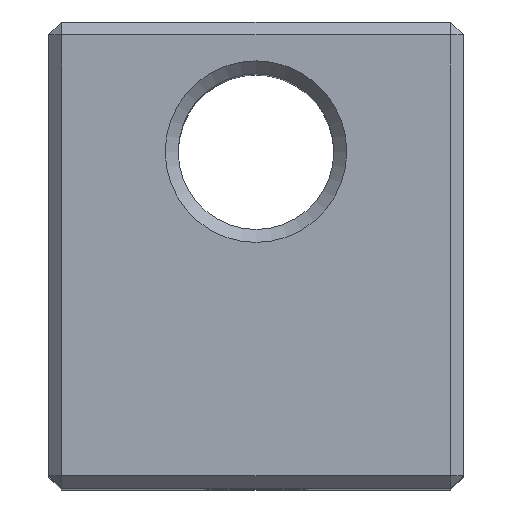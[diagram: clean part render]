
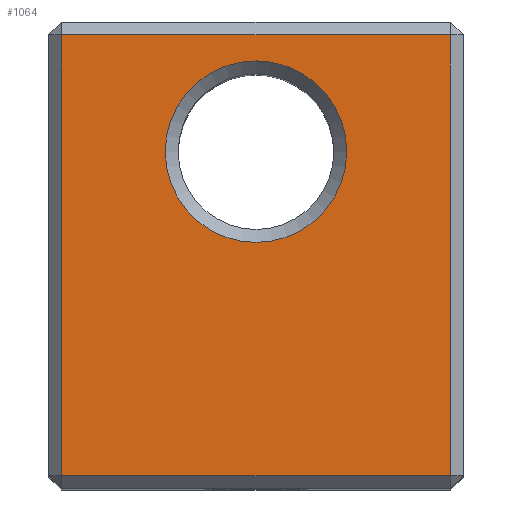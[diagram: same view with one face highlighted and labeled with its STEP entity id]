
A CAD part, top view. The second image highlights one B-rep face of the part: STEP entity #1064.
In plain terms, the highlighted planar face has unit normal (0, 0, 1).
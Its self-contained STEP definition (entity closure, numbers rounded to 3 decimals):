
#137 = PLANE('',#138);
#138 = AXIS2_PLACEMENT_3D('',#139,#140,#141);
#139 = CARTESIAN_POINT('',(-8.,-8.75,27.65));
#140 = DIRECTION('',(0.,-0.707,0.707));
#141 = DIRECTION('',(1.,0.,0.));
#391 = VERTEX_POINT('',#392);
#392 = CARTESIAN_POINT('',(7.5,-8.5,27.9));
#413 = EDGE_CURVE('',#414,#391,#416,.T.);
#414 = VERTEX_POINT('',#415);
#415 = CARTESIAN_POINT('',(-7.5,-8.5,27.9));
#416 = SURFACE_CURVE('',#417,(#421,#428),.PCURVE_S1.);
#417 = LINE('',#418,#419);
#418 = CARTESIAN_POINT('',(-8.,-8.5,27.9));
#419 = VECTOR('',#420,1.);
#420 = DIRECTION('',(1.,0.,0.));
#421 = PCURVE('',#137,#422);
#422 = DEFINITIONAL_REPRESENTATION('',(#423),#427);
#423 = LINE('',#424,#425);
#424 = CARTESIAN_POINT('',(0.,0.354));
#425 = VECTOR('',#426,1.);
#426 = DIRECTION('',(1.,0.));
#427 = ( GEOMETRIC_REPRESENTATION_CONTEXT(2) 
PARAMETRIC_REPRESENTATION_CONTEXT() REPRESENTATION_CONTEXT('2D SPACE',''
  ) );
#428 = PCURVE('',#429,#434);
#429 = PLANE('',#430);
#430 = AXIS2_PLACEMENT_3D('',#431,#432,#433);
#431 = CARTESIAN_POINT('',(-8.,-9.,27.9));
#432 = DIRECTION('',(0.,0.,-1.));
#433 = DIRECTION('',(-1.,0.,0.));
#434 = DEFINITIONAL_REPRESENTATION('',(#435),#439);
#435 = LINE('',#436,#437);
#436 = CARTESIAN_POINT('',(0.,0.5));
#437 = VECTOR('',#438,1.);
#438 = DIRECTION('',(-1.,0.));
#439 = ( GEOMETRIC_REPRESENTATION_CONTEXT(2) 
PARAMETRIC_REPRESENTATION_CONTEXT() REPRESENTATION_CONTEXT('2D SPACE',''
  ) );
#697 = PLANE('',#698);
#698 = AXIS2_PLACEMENT_3D('',#699,#700,#701);
#699 = CARTESIAN_POINT('',(7.75,-9.,27.65));
#700 = DIRECTION('',(0.707,0.,0.707));
#701 = DIRECTION('',(0.,-1.,-0.));
#1051 = PLANE('',#1052);
#1052 = AXIS2_PLACEMENT_3D('',#1053,#1054,#1055);
#1053 = CARTESIAN_POINT('',(-7.75,9.,27.65));
#1054 = DIRECTION('',(-0.707,0.,0.707));
#1055 = DIRECTION('',(0.,-1.,0.));
#1064 = ADVANCED_FACE('',(#1065,#1140),#429,.F.);
#1065 = FACE_BOUND('',#1066,.F.);
#1066 = EDGE_LOOP('',(#1067,#1090,#1091,#1114));
#1067 = ORIENTED_EDGE('',*,*,#1068,.F.);
#1068 = EDGE_CURVE('',#391,#1069,#1071,.T.);
#1069 = VERTEX_POINT('',#1070);
#1070 = CARTESIAN_POINT('',(7.5,8.5,27.9));
#1071 = SURFACE_CURVE('',#1072,(#1076,#1083),.PCURVE_S1.);
#1072 = LINE('',#1073,#1074);
#1073 = CARTESIAN_POINT('',(7.5,-9.,27.9));
#1074 = VECTOR('',#1075,1.);
#1075 = DIRECTION('',(0.,1.,0.));
#1076 = PCURVE('',#429,#1077);
#1077 = DEFINITIONAL_REPRESENTATION('',(#1078),#1082);
#1078 = LINE('',#1079,#1080);
#1079 = CARTESIAN_POINT('',(-15.5,0.));
#1080 = VECTOR('',#1081,1.);
#1081 = DIRECTION('',(0.,1.));
#1082 = ( GEOMETRIC_REPRESENTATION_CONTEXT(2) 
PARAMETRIC_REPRESENTATION_CONTEXT() REPRESENTATION_CONTEXT('2D SPACE',''
  ) );
#1083 = PCURVE('',#697,#1084);
#1084 = DEFINITIONAL_REPRESENTATION('',(#1085),#1089);
#1085 = LINE('',#1086,#1087);
#1086 = CARTESIAN_POINT('',(-0.,-0.354));
#1087 = VECTOR('',#1088,1.);
#1088 = DIRECTION('',(-1.,0.));
#1089 = ( GEOMETRIC_REPRESENTATION_CONTEXT(2) 
PARAMETRIC_REPRESENTATION_CONTEXT() REPRESENTATION_CONTEXT('2D SPACE',''
  ) );
#1090 = ORIENTED_EDGE('',*,*,#413,.F.);
#1091 = ORIENTED_EDGE('',*,*,#1092,.F.);
#1092 = EDGE_CURVE('',#1093,#414,#1095,.T.);
#1093 = VERTEX_POINT('',#1094);
#1094 = CARTESIAN_POINT('',(-7.5,8.5,27.9));
#1095 = SURFACE_CURVE('',#1096,(#1100,#1107),.PCURVE_S1.);
#1096 = LINE('',#1097,#1098);
#1097 = CARTESIAN_POINT('',(-7.5,9.,27.9));
#1098 = VECTOR('',#1099,1.);
#1099 = DIRECTION('',(0.,-1.,0.));
#1100 = PCURVE('',#429,#1101);
#1101 = DEFINITIONAL_REPRESENTATION('',(#1102),#1106);
#1102 = LINE('',#1103,#1104);
#1103 = CARTESIAN_POINT('',(-0.5,18.));
#1104 = VECTOR('',#1105,1.);
#1105 = DIRECTION('',(0.,-1.));
#1106 = ( GEOMETRIC_REPRESENTATION_CONTEXT(2) 
PARAMETRIC_REPRESENTATION_CONTEXT() REPRESENTATION_CONTEXT('2D SPACE',''
  ) );
#1107 = PCURVE('',#1051,#1108);
#1108 = DEFINITIONAL_REPRESENTATION('',(#1109),#1113);
#1109 = LINE('',#1110,#1111);
#1110 = CARTESIAN_POINT('',(0.,0.354));
#1111 = VECTOR('',#1112,1.);
#1112 = DIRECTION('',(1.,0.));
#1113 = ( GEOMETRIC_REPRESENTATION_CONTEXT(2) 
PARAMETRIC_REPRESENTATION_CONTEXT() REPRESENTATION_CONTEXT('2D SPACE',''
  ) );
#1114 = ORIENTED_EDGE('',*,*,#1115,.F.);
#1115 = EDGE_CURVE('',#1069,#1093,#1116,.T.);
#1116 = SURFACE_CURVE('',#1117,(#1121,#1128),.PCURVE_S1.);
#1117 = LINE('',#1118,#1119);
#1118 = CARTESIAN_POINT('',(8.,8.5,27.9));
#1119 = VECTOR('',#1120,1.);
#1120 = DIRECTION('',(-1.,0.,0.));
#1121 = PCURVE('',#429,#1122);
#1122 = DEFINITIONAL_REPRESENTATION('',(#1123),#1127);
#1123 = LINE('',#1124,#1125);
#1124 = CARTESIAN_POINT('',(-16.,17.5));
#1125 = VECTOR('',#1126,1.);
#1126 = DIRECTION('',(1.,0.));
#1127 = ( GEOMETRIC_REPRESENTATION_CONTEXT(2) 
PARAMETRIC_REPRESENTATION_CONTEXT() REPRESENTATION_CONTEXT('2D SPACE',''
  ) );
#1128 = PCURVE('',#1129,#1134);
#1129 = PLANE('',#1130);
#1130 = AXIS2_PLACEMENT_3D('',#1131,#1132,#1133);
#1131 = CARTESIAN_POINT('',(8.,8.75,27.65));
#1132 = DIRECTION('',(0.,0.707,0.707));
#1133 = DIRECTION('',(1.,-0.,-0.));
#1134 = DEFINITIONAL_REPRESENTATION('',(#1135),#1139);
#1135 = LINE('',#1136,#1137);
#1136 = CARTESIAN_POINT('',(-0.,-0.354));
#1137 = VECTOR('',#1138,1.);
#1138 = DIRECTION('',(-1.,0.));
#1139 = ( GEOMETRIC_REPRESENTATION_CONTEXT(2) 
PARAMETRIC_REPRESENTATION_CONTEXT() REPRESENTATION_CONTEXT('2D SPACE',''
  ) );
#1140 = FACE_BOUND('',#1141,.F.);
#1141 = EDGE_LOOP('',(#1142));
#1142 = ORIENTED_EDGE('',*,*,#1143,.T.);
#1143 = EDGE_CURVE('',#1144,#1144,#1146,.T.);
#1144 = VERTEX_POINT('',#1145);
#1145 = CARTESIAN_POINT('',(3.5,4.,27.9));
#1146 = SURFACE_CURVE('',#1147,(#1152,#1163),.PCURVE_S1.);
#1147 = CIRCLE('',#1148,3.5);
#1148 = AXIS2_PLACEMENT_3D('',#1149,#1150,#1151);
#1149 = CARTESIAN_POINT('',(0.,4.,27.9));
#1150 = DIRECTION('',(0.,-0.,1.));
#1151 = DIRECTION('',(1.,0.,0.));
#1152 = PCURVE('',#429,#1153);
#1153 = DEFINITIONAL_REPRESENTATION('',(#1154),#1162);
#1154 = ( BOUNDED_CURVE() B_SPLINE_CURVE(2,(#1155,#1156,#1157,#1158,
#1159,#1160,#1161),.UNSPECIFIED.,.T.,.F.) B_SPLINE_CURVE_WITH_KNOTS((1,2
    ,2,2,2,1),(-2.094,0.,2.094,4.189,
6.283,8.378),.UNSPECIFIED.) CURVE() 
GEOMETRIC_REPRESENTATION_ITEM() RATIONAL_B_SPLINE_CURVE((1.,0.5,1.,0.5,
1.,0.5,1.)) REPRESENTATION_ITEM('') );
#1155 = CARTESIAN_POINT('',(-11.5,13.));
#1156 = CARTESIAN_POINT('',(-11.5,19.062));
#1157 = CARTESIAN_POINT('',(-6.25,16.031));
#1158 = CARTESIAN_POINT('',(-1.,13.));
#1159 = CARTESIAN_POINT('',(-6.25,9.969));
#1160 = CARTESIAN_POINT('',(-11.5,6.938));
#1161 = CARTESIAN_POINT('',(-11.5,13.));
#1162 = ( GEOMETRIC_REPRESENTATION_CONTEXT(2) 
PARAMETRIC_REPRESENTATION_CONTEXT() REPRESENTATION_CONTEXT('2D SPACE',''
  ) );
#1163 = PCURVE('',#1164,#1169);
#1164 = CONICAL_SURFACE('',#1165,3.,0.785);
#1165 = AXIS2_PLACEMENT_3D('',#1166,#1167,#1168);
#1166 = CARTESIAN_POINT('',(0.,4.,27.4));
#1167 = DIRECTION('',(-0.,-0.,1.));
#1168 = DIRECTION('',(1.,0.,0.));
#1169 = DEFINITIONAL_REPRESENTATION('',(#1170),#1174);
#1170 = LINE('',#1171,#1172);
#1171 = CARTESIAN_POINT('',(-0.,0.5));
#1172 = VECTOR('',#1173,1.);
#1173 = DIRECTION('',(1.,-0.));
#1174 = ( GEOMETRIC_REPRESENTATION_CONTEXT(2) 
PARAMETRIC_REPRESENTATION_CONTEXT() REPRESENTATION_CONTEXT('2D SPACE',''
  ) );
